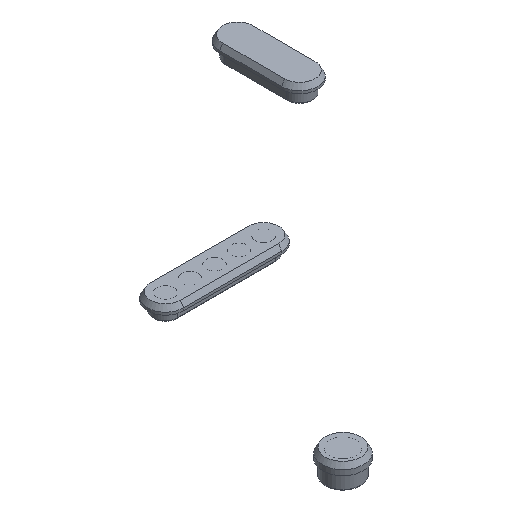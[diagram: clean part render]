
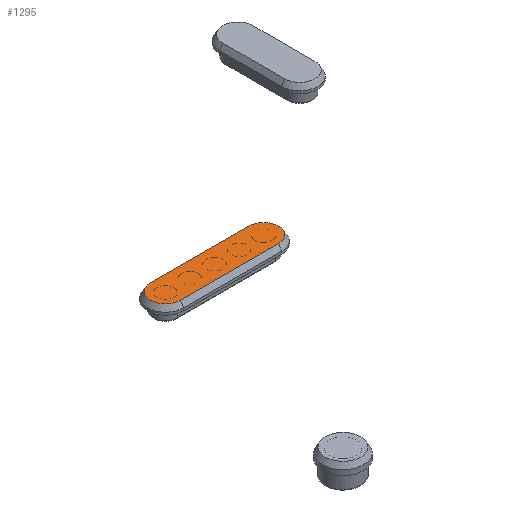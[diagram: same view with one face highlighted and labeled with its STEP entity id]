
A CAD part, isometric view. The second image highlights one B-rep face of the part: STEP entity #1295.
In plain terms, the highlighted planar face has unit normal (0, 0, 1).
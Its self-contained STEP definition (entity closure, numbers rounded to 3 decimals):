
#1117 = VERTEX_POINT('',#1118);
#1118 = CARTESIAN_POINT('',(26.86,-3.226,30.9));
#1126 = VERTEX_POINT('',#1127);
#1127 = CARTESIAN_POINT('',(26.86,-9.072,30.9));
#1133 = EDGE_CURVE('',#1117,#1126,#1134,.T.);
#1134 = CIRCLE('',#1135,2.923);
#1135 = AXIS2_PLACEMENT_3D('',#1136,#1137,#1138);
#1136 = CARTESIAN_POINT('',(26.86,-6.149,30.9));
#1137 = DIRECTION('',(0.,0.,-1.));
#1138 = DIRECTION('',(0.,1.,0.));
#1236 = VERTEX_POINT('',#1237);
#1237 = CARTESIAN_POINT('',(7.86,-9.072,30.9));
#1243 = EDGE_CURVE('',#1126,#1236,#1244,.T.);
#1244 = LINE('',#1245,#1246);
#1245 = CARTESIAN_POINT('',(26.86,-9.072,30.9));
#1246 = VECTOR('',#1247,1.);
#1247 = DIRECTION('',(-1.,0.,0.));
#1276 = VERTEX_POINT('',#1277);
#1277 = CARTESIAN_POINT('',(7.86,-3.226,30.9));
#1285 = EDGE_CURVE('',#1276,#1117,#1286,.T.);
#1286 = LINE('',#1287,#1288);
#1287 = CARTESIAN_POINT('',(7.86,-3.226,30.9));
#1288 = VECTOR('',#1289,1.);
#1289 = DIRECTION('',(1.,0.,0.));
#1295 = ADVANCED_FACE('',(#1296),#1308,.T.);
#1296 = FACE_BOUND('',#1297,.T.);
#1297 = EDGE_LOOP('',(#1298,#1299,#1306,#1307));
#1298 = ORIENTED_EDGE('',*,*,#1285,.F.);
#1299 = ORIENTED_EDGE('',*,*,#1300,.F.);
#1300 = EDGE_CURVE('',#1236,#1276,#1301,.T.);
#1301 = CIRCLE('',#1302,2.923);
#1302 = AXIS2_PLACEMENT_3D('',#1303,#1304,#1305);
#1303 = CARTESIAN_POINT('',(7.86,-6.149,30.9));
#1304 = DIRECTION('',(-0.,-0.,-1.));
#1305 = DIRECTION('',(0.,-1.,0.));
#1306 = ORIENTED_EDGE('',*,*,#1243,.F.);
#1307 = ORIENTED_EDGE('',*,*,#1133,.F.);
#1308 = PLANE('',#1309);
#1309 = AXIS2_PLACEMENT_3D('',#1310,#1311,#1312);
#1310 = CARTESIAN_POINT('',(17.36,-6.149,30.9));
#1311 = DIRECTION('',(0.,0.,1.));
#1312 = DIRECTION('',(1.,0.,0.));
